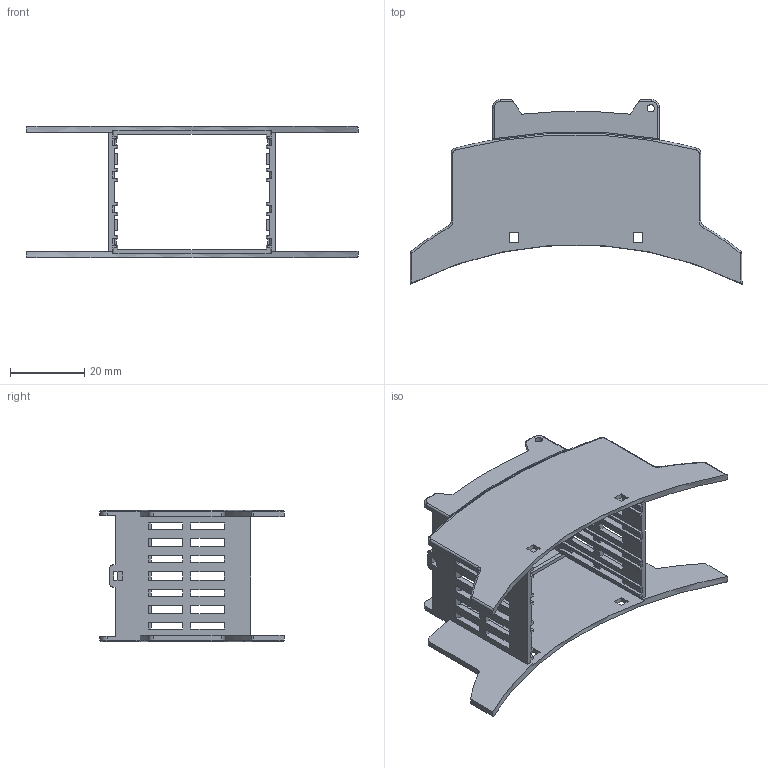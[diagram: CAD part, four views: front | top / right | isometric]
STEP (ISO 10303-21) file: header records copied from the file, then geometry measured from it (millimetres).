
FILE_DESCRIPTION(/* description */ (''),/* implementation_level */ '2;1');
FILE_NAME(/* name */ 'pxc_2896047_01_BC-35-6-OT-U22-KMGY_3D v2.step',/* time_stamp */ '2022-02-09T17:31:39+01:00',/* author */ (''),/* organization */ (''),/* preprocessor_version */ 'ST-DEVELOPER v18.1',/* originating_system */ 'Autodesk Translation Framework v10.10.0.1391',/* authorisation */ '');
FILE_SCHEMA (('AUTOMOTIVE_DESIGN { 1 0 10303 214 3 1 1 }'));
Length unit declared in the file: millimetre
Products named in the file (2): pxc_2896047_01_BC-35-6-OT-U22-KMGY_3D; BC_35.6_GEH-OT_U22_H
Assembly tree (1 placements, depth 2):
  pxc_2896047_01_BC-35-6-OT-U22-KMGY_3D
    BC_35.6_GEH-OT_U22_H
Bounding box: 89.7 x 49.78 x 35.6 mm (x, y, z)
Volume: 10884.8 mm3; surface area: 16980 mm2
Topology: 1 solids, 1 shells, 362 faces, 1082 edges, 704 vertices
Faces by surface type: plane 290, cylinder 50, torus 18, sphere 4
Full cylindrical faces by diameter (mm): 2 x2
Entity records: 12885 total; most frequent: CARTESIAN_POINT 2513, ORIENTED_EDGE 2156, DIRECTION 1932, EDGE_CURVE 1078, LINE 938, VECTOR 938, VERTEX_POINT 704, AXIS2_PLACEMENT_3D 497
